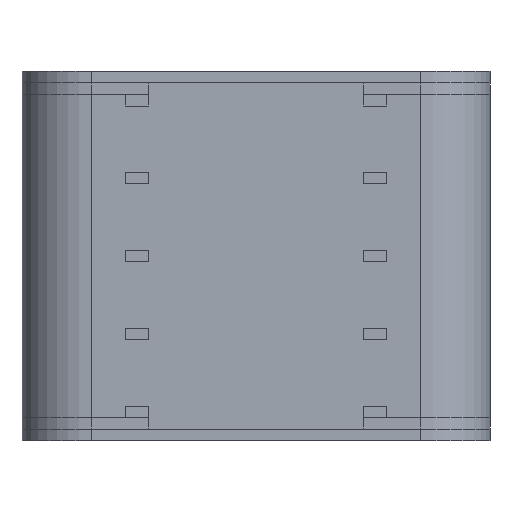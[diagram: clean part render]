
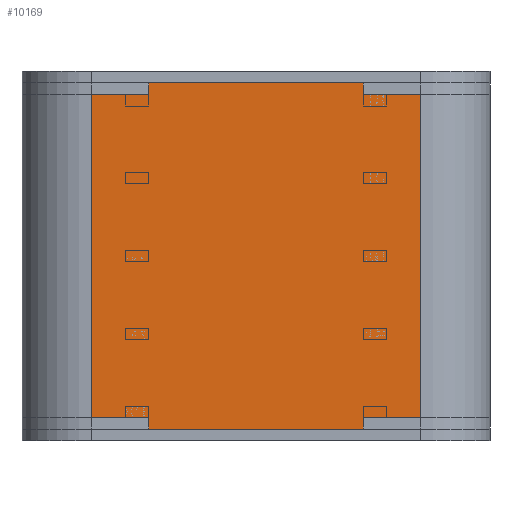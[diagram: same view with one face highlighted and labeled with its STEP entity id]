
A CAD part, front view. The second image highlights one B-rep face of the part: STEP entity #10169.
In plain terms, the highlighted planar face has unit normal (0, -1, 0).
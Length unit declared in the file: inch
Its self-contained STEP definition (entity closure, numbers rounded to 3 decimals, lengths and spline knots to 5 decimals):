
#655=FACE_OUTER_BOUND('',#1251,.T.);
#1251=EDGE_LOOP('',(#7727,#7728,#7729,#7730,#7731,#7732,#7733,#7734,#7735,
#7736,#7737,#7738));
#2019=LINE('',#15131,#3285);
#2023=LINE('',#15146,#3289);
#2027=LINE('',#15155,#3293);
#2030=LINE('',#15159,#3296);
#2032=LINE('',#15162,#3298);
#2035=LINE('',#15170,#3301);
#2038=LINE('',#15176,#3304);
#2042=LINE('',#15183,#3308);
#2043=LINE('',#15185,#3309);
#2045=LINE('',#15189,#3311);
#2046=LINE('',#15191,#3312);
#2047=LINE('',#15192,#3313);
#3285=VECTOR('',#12324,0.3937);
#3289=VECTOR('',#12338,0.3937);
#3293=VECTOR('',#12344,0.3937);
#3296=VECTOR('',#12349,0.3937);
#3298=VECTOR('',#12353,0.3937);
#3301=VECTOR('',#12358,0.3937);
#3304=VECTOR('',#12363,0.3937);
#3308=VECTOR('',#12369,0.3937);
#3309=VECTOR('',#12372,0.3937);
#3311=VECTOR('',#12376,0.3937);
#3312=VECTOR('',#12377,0.3937);
#3313=VECTOR('',#12378,0.3937);
#4489=VERTEX_POINT('',#15128);
#4490=VERTEX_POINT('',#15130);
#4495=VERTEX_POINT('',#15143);
#4496=VERTEX_POINT('',#15145);
#4499=VERTEX_POINT('',#15152);
#4500=VERTEX_POINT('',#15154);
#4503=VERTEX_POINT('',#15167);
#4504=VERTEX_POINT('',#15169);
#4506=VERTEX_POINT('',#15175);
#4508=VERTEX_POINT('',#15181);
#4509=VERTEX_POINT('',#15188);
#4510=VERTEX_POINT('',#15190);
#5660=EDGE_CURVE('',#4490,#4489,#2019,.T.);
#5667=EDGE_CURVE('',#4496,#4495,#2023,.T.);
#5671=EDGE_CURVE('',#4500,#4499,#2027,.T.);
#5674=EDGE_CURVE('',#4495,#4500,#2030,.T.);
#5676=EDGE_CURVE('',#4499,#4490,#2032,.T.);
#5679=EDGE_CURVE('',#4504,#4503,#2035,.T.);
#5682=EDGE_CURVE('',#4506,#4504,#2038,.T.);
#5686=EDGE_CURVE('',#4503,#4508,#2042,.T.);
#5687=EDGE_CURVE('',#4506,#4489,#2043,.T.);
#5689=EDGE_CURVE('',#4509,#4496,#2045,.T.);
#5690=EDGE_CURVE('',#4510,#4508,#2046,.T.);
#5691=EDGE_CURVE('',#4509,#4510,#2047,.T.);
#7727=ORIENTED_EDGE('',*,*,#5689,.T.);
#7728=ORIENTED_EDGE('',*,*,#5667,.T.);
#7729=ORIENTED_EDGE('',*,*,#5674,.T.);
#7730=ORIENTED_EDGE('',*,*,#5671,.T.);
#7731=ORIENTED_EDGE('',*,*,#5676,.T.);
#7732=ORIENTED_EDGE('',*,*,#5660,.T.);
#7733=ORIENTED_EDGE('',*,*,#5687,.F.);
#7734=ORIENTED_EDGE('',*,*,#5682,.T.);
#7735=ORIENTED_EDGE('',*,*,#5679,.T.);
#7736=ORIENTED_EDGE('',*,*,#5686,.T.);
#7737=ORIENTED_EDGE('',*,*,#5690,.F.);
#7738=ORIENTED_EDGE('',*,*,#5691,.F.);
#9691=PLANE('',#10846);
#10169=ADVANCED_FACE('',(#655),#9691,.T.);
#10846=AXIS2_PLACEMENT_3D('',#15187,#12374,#12375);
#12324=DIRECTION('',(0.,0.,1.));
#12338=DIRECTION('',(0.,0.,-1.));
#12344=DIRECTION('',(0.,0.,1.));
#12349=DIRECTION('',(1.,0.,0.));
#12353=DIRECTION('',(1.,0.,0.));
#12358=DIRECTION('',(-1.,0.,0.));
#12363=DIRECTION('',(0.,0.,1.));
#12369=DIRECTION('',(0.,0.,-1.));
#12372=DIRECTION('',(1.,0.,0.));
#12374=DIRECTION('center_axis',(0.,-1.,0.));
#12375=DIRECTION('ref_axis',(1.,0.,0.));
#12376=DIRECTION('',(1.,0.,0.));
#12377=DIRECTION('',(1.,0.,0.));
#12378=DIRECTION('',(0.,0.,1.));
#15128=CARTESIAN_POINT('',(1.785,-5.445,3.625));
#15130=CARTESIAN_POINT('',(1.785,-5.445,0.125));
#15131=CARTESIAN_POINT('',(1.785,-5.445,0.125));
#15143=CARTESIAN_POINT('',(-1.16,-5.445,0.));
#15145=CARTESIAN_POINT('',(-1.16,-5.445,0.125));
#15146=CARTESIAN_POINT('',(-1.16,-5.445,0.));
#15152=CARTESIAN_POINT('',(1.16,-5.445,0.125));
#15154=CARTESIAN_POINT('',(1.16,-5.445,0.));
#15155=CARTESIAN_POINT('',(1.16,-5.445,0.125));
#15159=CARTESIAN_POINT('',(0.,-5.445,0.));
#15162=CARTESIAN_POINT('',(-1.785,-5.445,0.125));
#15167=CARTESIAN_POINT('',(-1.16,-5.445,3.75));
#15169=CARTESIAN_POINT('',(1.16,-5.445,3.75));
#15170=CARTESIAN_POINT('',(0.,-5.445,3.75));
#15175=CARTESIAN_POINT('',(1.16,-5.445,3.625));
#15176=CARTESIAN_POINT('',(1.16,-5.445,3.625));
#15181=CARTESIAN_POINT('',(-1.16,-5.445,3.625));
#15183=CARTESIAN_POINT('',(-1.16,-5.445,3.75));
#15185=CARTESIAN_POINT('',(-1.785,-5.445,3.625));
#15187=CARTESIAN_POINT('Origin',(-1.785,-5.445,0.125));
#15188=CARTESIAN_POINT('',(-1.785,-5.445,0.125));
#15189=CARTESIAN_POINT('',(-1.785,-5.445,0.125));
#15190=CARTESIAN_POINT('',(-1.785,-5.445,3.625));
#15191=CARTESIAN_POINT('',(-1.785,-5.445,3.625));
#15192=CARTESIAN_POINT('',(-1.785,-5.445,0.125));
